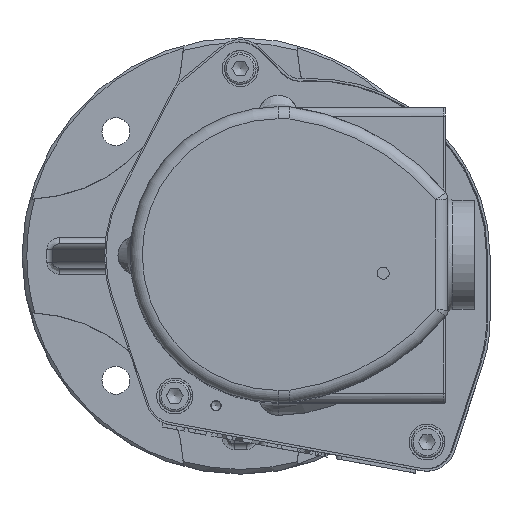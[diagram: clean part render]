
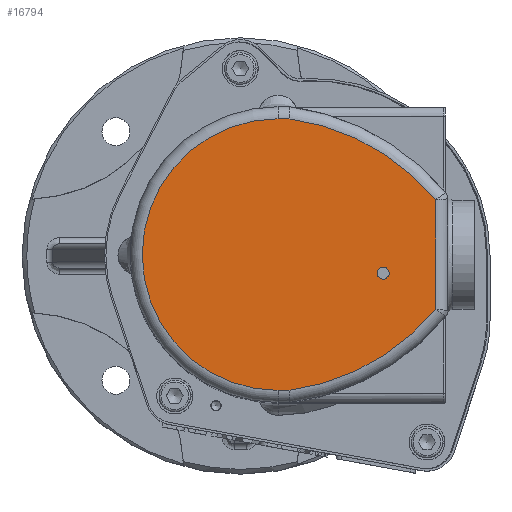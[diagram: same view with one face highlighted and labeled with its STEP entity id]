
A CAD part, top view. The second image highlights one B-rep face of the part: STEP entity #16794.
In plain terms, the highlighted planar face has unit normal (0, 0, 1).
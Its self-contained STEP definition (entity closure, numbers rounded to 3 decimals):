
#12255=CARTESIAN_POINT('',(58.912,-5.166,175.15));
#12256=VERTEX_POINT('',#12255);
#12257=CARTESIAN_POINT('',(58.912,-7.641,175.15));
#12258=DIRECTION('',(0.0,0.0,-1.0));
#12259=DIRECTION('',(0.0,-1.0,0.0));
#12260=AXIS2_PLACEMENT_3D('',#12257,#12258,#12259);
#12261=CIRCLE('',#12260,2.475);
#12262=EDGE_CURVE('',#12256,#12256,#12261,.T.);
#14905=CARTESIAN_POINT('',(80.58,-22.624,175.15));
#14906=VERTEX_POINT('',#14905);
#15004=CARTESIAN_POINT('',(80.58,22.624,175.15));
#15005=VERTEX_POINT('',#15004);
#15026=CARTESIAN_POINT('',(80.58,22.624,175.15));
#15027=DIRECTION('',(0.0,-1.0,0.0));
#15028=VECTOR('',#15027,45.248);
#15029=LINE('',#15026,#15028);
#15030=EDGE_CURVE('',#15005,#14906,#15029,.T.);
#15498=CARTESIAN_POINT('',(20.105,56.,175.15));
#15499=VERTEX_POINT('',#15498);
#15517=CARTESIAN_POINT('',(7.58,-38.171,175.15));
#15518=DIRECTION('',(0.,0.,-1.));
#15519=DIRECTION('',(0.49,0.872,0.));
#15520=AXIS2_PLACEMENT_3D('',#15517,#15518,#15519);
#15521=CIRCLE('',#15520,95.0);
#15522=EDGE_CURVE('',#15499,#15005,#15521,.T.);
#16655=CARTESIAN_POINT('',(15.58,-56.,175.15));
#16656=VERTEX_POINT('',#16655);
#16664=CARTESIAN_POINT('',(15.58,56.,175.15));
#16665=VERTEX_POINT('',#16664);
#16666=CARTESIAN_POINT('',(15.58,0.,175.15));
#16667=DIRECTION('',(0.0,0.0,-1.0));
#16668=DIRECTION('',(-1.0,0.0,0.0));
#16669=AXIS2_PLACEMENT_3D('',#16666,#16667,#16668);
#16670=CIRCLE('',#16669,56.);
#16671=EDGE_CURVE('',#16656,#16665,#16670,.T.);
#16689=CARTESIAN_POINT('',(20.105,-56.,175.15));
#16690=VERTEX_POINT('',#16689);
#16691=CARTESIAN_POINT('',(20.105,-56.,175.15));
#16692=DIRECTION('',(-1.0,0.0,0.0));
#16693=VECTOR('',#16692,4.525);
#16694=LINE('',#16691,#16693);
#16695=EDGE_CURVE('',#16690,#16656,#16694,.T.);
#16726=CARTESIAN_POINT('',(15.58,56.,175.15));
#16727=DIRECTION('',(1.0,0.0,0.0));
#16728=VECTOR('',#16727,4.525);
#16729=LINE('',#16726,#16728);
#16730=EDGE_CURVE('',#16665,#15499,#16729,.T.);
#16742=CARTESIAN_POINT('',(7.58,38.171,175.15));
#16743=DIRECTION('',(0.,0.,-1.));
#16744=DIRECTION('',(0.49,-0.872,0.));
#16745=AXIS2_PLACEMENT_3D('',#16742,#16743,#16744);
#16746=CIRCLE('',#16745,95.0);
#16747=EDGE_CURVE('',#14906,#16690,#16746,.T.);
#16778=CARTESIAN_POINT('',(-5.813,0.,175.15));
#16779=DIRECTION('',(0.0,0.0,-1.0));
#16780=DIRECTION('',(0.0,-1.0,0.0));
#16781=AXIS2_PLACEMENT_3D('',#16778,#16779,#16780);
#16782=PLANE('',#16781);
#16783=ORIENTED_EDGE('',*,*,#16671,.F.);
#16784=ORIENTED_EDGE('',*,*,#16695,.F.);
#16785=ORIENTED_EDGE('',*,*,#16747,.F.);
#16786=ORIENTED_EDGE('',*,*,#15030,.F.);
#16787=ORIENTED_EDGE('',*,*,#15522,.F.);
#16788=ORIENTED_EDGE('',*,*,#16730,.F.);
#16789=EDGE_LOOP('',(#16783,#16784,#16785,#16786,#16787,#16788));
#16790=FACE_OUTER_BOUND('',#16789,.T.);
#16791=ORIENTED_EDGE('',*,*,#12262,.T.);
#16792=EDGE_LOOP('',(#16791));
#16793=FACE_BOUND('',#16792,.T.);
#16794=ADVANCED_FACE('',(#16790,#16793),#16782,.F.);
